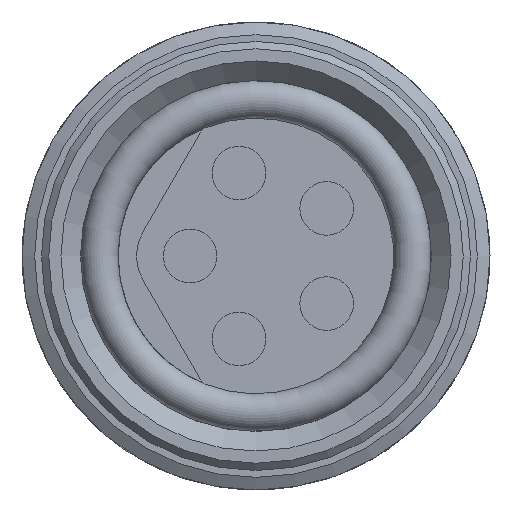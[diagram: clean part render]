
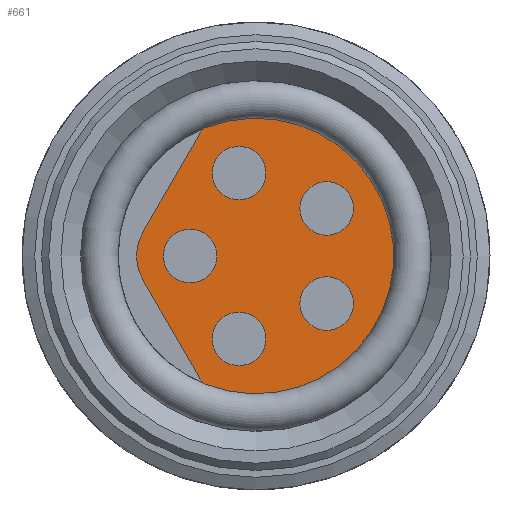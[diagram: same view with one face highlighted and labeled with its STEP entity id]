
A CAD part, front view. The second image highlights one B-rep face of the part: STEP entity #661.
In plain terms, the highlighted planar face has unit normal (0, -1, 0).
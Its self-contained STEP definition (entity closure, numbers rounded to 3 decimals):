
#229=LINE('',#4605,#345);
#234=LINE('',#4621,#350);
#345=VECTOR('',#2914,1.);
#350=VECTOR('',#2933,1.);
#531=FACE_BOUND('',#991,.T.);
#532=FACE_BOUND('',#992,.T.);
#533=FACE_BOUND('',#993,.T.);
#534=FACE_BOUND('',#994,.T.);
#535=FACE_BOUND('',#995,.T.);
#536=FACE_BOUND('',#996,.T.);
#661=ADVANCED_FACE('',(#531,#532,#533,#534,#535,#536),#722,.F.);
#722=PLANE('',#2378);
#991=EDGE_LOOP('',(#1544));
#992=EDGE_LOOP('',(#1545));
#993=EDGE_LOOP('',(#1546));
#994=EDGE_LOOP('',(#1547));
#995=EDGE_LOOP('',(#1548));
#996=EDGE_LOOP('',(#1549,#1550,#1551,#1552,#1553,#1554));
#1544=ORIENTED_EDGE('',*,*,#2035,.F.);
#1545=ORIENTED_EDGE('',*,*,#2033,.F.);
#1546=ORIENTED_EDGE('',*,*,#2030,.F.);
#1547=ORIENTED_EDGE('',*,*,#2029,.F.);
#1548=ORIENTED_EDGE('',*,*,#2027,.F.);
#1549=ORIENTED_EDGE('',*,*,#2017,.T.);
#1550=ORIENTED_EDGE('',*,*,#2015,.T.);
#1551=ORIENTED_EDGE('',*,*,#2020,.F.);
#1552=ORIENTED_EDGE('',*,*,#2022,.T.);
#1553=ORIENTED_EDGE('',*,*,#2025,.T.);
#1554=ORIENTED_EDGE('',*,*,#2023,.T.);
#1741=VERTEX_POINT('',#4600);
#1742=VERTEX_POINT('',#4602);
#1743=VERTEX_POINT('',#4606);
#1744=VERTEX_POINT('',#4610);
#1745=VERTEX_POINT('',#4614);
#1746=VERTEX_POINT('',#4618);
#1748=VERTEX_POINT('',#4626);
#1750=VERTEX_POINT('',#4631);
#1751=VERTEX_POINT('',#4634);
#1754=VERTEX_POINT('',#4641);
#1756=VERTEX_POINT('',#4646);
#2015=EDGE_CURVE('',#1742,#1741,#2131,.T.);
#2017=EDGE_CURVE('',#1743,#1742,#229,.T.);
#2020=EDGE_CURVE('',#1744,#1741,#2132,.T.);
#2022=EDGE_CURVE('',#1744,#1745,#2133,.T.);
#2023=EDGE_CURVE('',#1746,#1743,#2134,.T.);
#2025=EDGE_CURVE('',#1745,#1746,#234,.T.);
#2027=EDGE_CURVE('',#1748,#1748,#2136,.T.);
#2029=EDGE_CURVE('',#1750,#1750,#2138,.T.);
#2030=EDGE_CURVE('',#1751,#1751,#2139,.T.);
#2033=EDGE_CURVE('',#1754,#1754,#2142,.T.);
#2035=EDGE_CURVE('',#1756,#1756,#2144,.T.);
#2131=CIRCLE('',#2353,0.2);
#2132=CIRCLE('',#2356,2.825);
#2133=CIRCLE('',#2358,0.2);
#2134=CIRCLE('',#2360,1.);
#2136=CIRCLE('',#2364,0.55);
#2138=CIRCLE('',#2367,0.55);
#2139=CIRCLE('',#2369,0.55);
#2142=CIRCLE('',#2373,0.55);
#2144=CIRCLE('',#2376,0.55);
#2353=AXIS2_PLACEMENT_3D('',#4601,#2909,#2910);
#2356=AXIS2_PLACEMENT_3D('',#4611,#2919,#2920);
#2358=AXIS2_PLACEMENT_3D('',#4615,#2924,#2925);
#2360=AXIS2_PLACEMENT_3D('',#4617,#2928,#2929);
#2364=AXIS2_PLACEMENT_3D('',#4625,#2938,#2939);
#2367=AXIS2_PLACEMENT_3D('',#4630,#2944,#2945);
#2369=AXIS2_PLACEMENT_3D('',#4633,#2948,#2949);
#2373=AXIS2_PLACEMENT_3D('',#4640,#2956,#2957);
#2376=AXIS2_PLACEMENT_3D('',#4645,#2962,#2963);
#2378=AXIS2_PLACEMENT_3D('',#4648,#2966,#2967);
#2909=DIRECTION('',(0.,-1.,0.));
#2910=DIRECTION('',(1.,0.,0.));
#2914=DIRECTION('',(0.5,0.,-0.866));
#2919=DIRECTION('',(0.,1.,0.));
#2920=DIRECTION('',(1.,0.,0.));
#2924=DIRECTION('',(0.,-1.,0.));
#2925=DIRECTION('',(1.,0.,0.));
#2928=DIRECTION('',(0.,-1.,0.));
#2929=DIRECTION('',(0.,0.,-1.));
#2933=DIRECTION('',(-0.5,0.,-0.866));
#2938=DIRECTION('',(0.,-1.,0.));
#2939=DIRECTION('',(0.,0.,-1.));
#2944=DIRECTION('',(0.,-1.,0.));
#2945=DIRECTION('',(0.,0.,-1.));
#2948=DIRECTION('',(0.,-1.,0.));
#2949=DIRECTION('',(0.,0.,-1.));
#2956=DIRECTION('',(0.,-1.,0.));
#2957=DIRECTION('',(0.,0.,-1.));
#2962=DIRECTION('',(0.,-1.,0.));
#2963=DIRECTION('',(0.,0.,-1.));
#2966=DIRECTION('',(0.,1.,0.));
#2967=DIRECTION('',(1.,0.,0.));
#4600=CARTESIAN_POINT('',(48.962,13.15,27.022));
#4601=CARTESIAN_POINT('',(49.036,13.15,27.208));
#4602=CARTESIAN_POINT('',(48.863,13.15,27.108));
#4605=CARTESIAN_POINT('',(47.684,13.15,29.15));
#4606=CARTESIAN_POINT('',(47.684,13.15,29.15));
#4610=CARTESIAN_POINT('',(48.962,13.15,32.278));
#4611=CARTESIAN_POINT('',(50.,13.15,29.65));
#4614=CARTESIAN_POINT('',(48.863,13.15,32.192));
#4615=CARTESIAN_POINT('',(49.036,13.15,32.092));
#4617=CARTESIAN_POINT('',(48.55,13.15,29.65));
#4618=CARTESIAN_POINT('',(47.684,13.15,30.15));
#4621=CARTESIAN_POINT('',(48.897,13.15,32.251));
#4625=CARTESIAN_POINT('',(48.65,13.15,29.65));
#4626=CARTESIAN_POINT('',(48.65,13.15,29.1));
#4630=CARTESIAN_POINT('',(51.45,13.15,28.675));
#4631=CARTESIAN_POINT('',(51.45,13.15,28.125));
#4633=CARTESIAN_POINT('',(51.45,13.15,30.625));
#4634=CARTESIAN_POINT('',(51.45,13.15,30.075));
#4640=CARTESIAN_POINT('',(49.65,13.15,31.35));
#4641=CARTESIAN_POINT('',(49.65,13.15,30.8));
#4645=CARTESIAN_POINT('',(49.65,13.15,27.95));
#4646=CARTESIAN_POINT('',(49.65,13.15,27.4));
#4648=CARTESIAN_POINT('',(50.,13.15,29.65));
